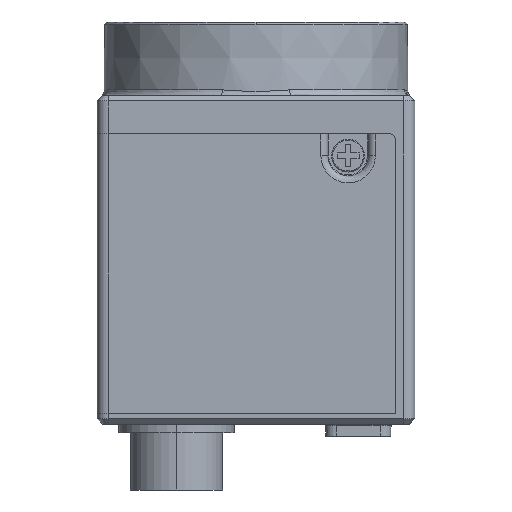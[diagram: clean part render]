
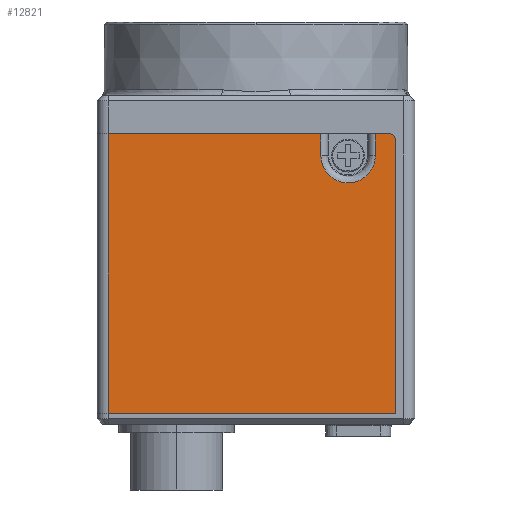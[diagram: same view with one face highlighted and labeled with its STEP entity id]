
A CAD part, left-side view. The second image highlights one B-rep face of the part: STEP entity #12821.
In plain terms, the highlighted planar face has unit normal (-1, 0, 0).
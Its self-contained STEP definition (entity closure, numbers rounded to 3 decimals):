
#58 = DIRECTION ( 'NONE',  ( 1., 0., 0. ) ) ;
#137 = CARTESIAN_POINT ( 'NONE',  ( -14.5, -12.5, 9.382 ) ) ;
#335 = CARTESIAN_POINT ( 'NONE',  ( -14.5, -12.7, 8.882 ) ) ;
#390 = CARTESIAN_POINT ( 'NONE',  ( -14.5, -10.885, 7.382 ) ) ;
#602 = VERTEX_POINT ( 'NONE', #8782 ) ;
#618 = ORIENTED_EDGE ( 'NONE', *, *, #9903, .F. ) ;
#636 = ORIENTED_EDGE ( 'NONE', *, *, #13645, .F. ) ;
#1143 = CARTESIAN_POINT ( 'NONE',  ( -14.5, -10.885, 2.412 ) ) ;
#1306 = LINE ( 'NONE', #2186, #14871 ) ;
#1366 =( BOUNDED_CURVE ( )  B_SPLINE_CURVE ( 3, ( #3622, #7182, #1143, #8287 ),
 .UNSPECIFIED., .F., .F. ) 
 B_SPLINE_CURVE_WITH_KNOTS ( ( 4, 4 ),
 ( 0., 1. ),
 .UNSPECIFIED. ) 
 CURVE ( )  GEOMETRIC_REPRESENTATION_ITEM ( )  RATIONAL_B_SPLINE_CURVE ( ( 1., 0.333, 0.333, 1. ) ) 
 REPRESENTATION_ITEM ( '' )  );
#2029 = VERTEX_POINT ( 'NONE', #335 ) ;
#2186 = CARTESIAN_POINT ( 'NONE',  ( -14.5, -12.5, -16.118 ) ) ;
#2449 = VERTEX_POINT ( 'NONE', #12916 ) ;
#2578 = ORIENTED_EDGE ( 'NONE', *, *, #8740, .F. ) ;
#2686 = EDGE_CURVE ( 'NONE', #9014, #602, #1306, .T. ) ;
#2967 = CARTESIAN_POINT ( 'NONE',  ( -14.5, 13.5, 9.132 ) ) ;
#3020 = EDGE_CURVE ( 'NONE', #602, #2449, #9299, .T. ) ;
#3125 = LINE ( 'NONE', #3281, #8497 ) ;
#3281 = CARTESIAN_POINT ( 'NONE',  ( -14.5, -12.5, 9.382 ) ) ;
#3337 = VERTEX_POINT ( 'NONE', #15049 ) ;
#3539 = FACE_OUTER_BOUND ( 'NONE', #8846, .T. ) ;
#3622 = CARTESIAN_POINT ( 'NONE',  ( -14.5, -5.915, 7.382 ) ) ;
#3732 = LINE ( 'NONE', #137, #4061 ) ;
#3904 = CARTESIAN_POINT ( 'NONE',  ( -14.5, -10.885, 9.382 ) ) ;
#4061 = VECTOR ( 'NONE', #9824, 1000. ) ;
#4405 = EDGE_CURVE ( 'NONE', #2029, #9014, #9780, .T. ) ;
#4612 = VECTOR ( 'NONE', #13151, 1000. ) ;
#4658 = DIRECTION ( 'NONE',  ( 0., 1., 0. ) ) ;
#4762 = VERTEX_POINT ( 'NONE', #13446 ) ;
#4792 = VECTOR ( 'NONE', #7794, 1000. ) ;
#4922 = DIRECTION ( 'NONE',  ( 0., 0., -1. ) ) ;
#5591 = AXIS2_PLACEMENT_3D ( 'NONE', #9857, #13420, #14681 ) ;
#5730 = ORIENTED_EDGE ( 'NONE', *, *, #10863, .F. ) ;
#5890 = ORIENTED_EDGE ( 'NONE', *, *, #7383, .F. ) ;
#5955 = CARTESIAN_POINT ( 'NONE',  ( -14.5, -12.2, 8.882 ) ) ;
#6543 = CIRCLE ( 'NONE', #9577, 0.5 ) ;
#6692 = DIRECTION ( 'NONE',  ( 0., -1., 0. ) ) ;
#7180 = PLANE ( 'NONE',  #5591 ) ;
#7182 = CARTESIAN_POINT ( 'NONE',  ( -14.5, -5.915, 2.412 ) ) ;
#7255 = CARTESIAN_POINT ( 'NONE',  ( -14.5, -10.885, 9.132 ) ) ;
#7383 = EDGE_CURVE ( 'NONE', #3337, #2029, #6543, .T. ) ;
#7794 = DIRECTION ( 'NONE',  ( 0., 0., 1. ) ) ;
#7843 = EDGE_CURVE ( 'NONE', #2449, #12865, #3125, .T. ) ;
#8149 = ORIENTED_EDGE ( 'NONE', *, *, #2686, .F. ) ;
#8287 = CARTESIAN_POINT ( 'NONE',  ( -14.5, -10.885, 7.382 ) ) ;
#8292 = DIRECTION ( 'NONE',  ( 0., 0., 1. ) ) ;
#8497 = VECTOR ( 'NONE', #6692, 1000. ) ;
#8587 = VECTOR ( 'NONE', #8292, 1000. ) ;
#8740 = EDGE_CURVE ( 'NONE', #4762, #14571, #1366, .T. ) ;
#8782 = CARTESIAN_POINT ( 'NONE',  ( -14.5, 13.5, -16.118 ) ) ;
#8846 = EDGE_LOOP ( 'NONE', ( #10843, #14488, #8149, #13947, #5890, #5730, #618, #2578, #636 ) ) ;
#9014 = VERTEX_POINT ( 'NONE', #11442 ) ;
#9299 = LINE ( 'NONE', #2967, #4792 ) ;
#9552 = CARTESIAN_POINT ( 'NONE',  ( -14.5, -5.915, 9.382 ) ) ;
#9577 = AXIS2_PLACEMENT_3D ( 'NONE', #5955, #58, #4922 ) ;
#9780 = LINE ( 'NONE', #12073, #10886 ) ;
#9824 = DIRECTION ( 'NONE',  ( 0., -1., 0. ) ) ;
#9857 = CARTESIAN_POINT ( 'NONE',  ( -14.5, -12.5, 9.132 ) ) ;
#9903 = EDGE_CURVE ( 'NONE', #14571, #12309, #13424, .T. ) ;
#10703 = CARTESIAN_POINT ( 'NONE',  ( -14.5, -5.915, 9.132 ) ) ;
#10843 = ORIENTED_EDGE ( 'NONE', *, *, #7843, .F. ) ;
#10863 = EDGE_CURVE ( 'NONE', #12309, #3337, #3732, .T. ) ;
#10886 = VECTOR ( 'NONE', #14531, 1000. ) ;
#11442 = CARTESIAN_POINT ( 'NONE',  ( -14.5, -12.7, -16.118 ) ) ;
#12073 = CARTESIAN_POINT ( 'NONE',  ( -14.5, -12.7, 9.132 ) ) ;
#12192 = LINE ( 'NONE', #10703, #4612 ) ;
#12309 = VERTEX_POINT ( 'NONE', #3904 ) ;
#12821 = ADVANCED_FACE ( 'NONE', ( #3539 ), #7180, .F. ) ;
#12865 = VERTEX_POINT ( 'NONE', #9552 ) ;
#12916 = CARTESIAN_POINT ( 'NONE',  ( -14.5, 13.5, 9.382 ) ) ;
#13151 = DIRECTION ( 'NONE',  ( 0., 0., -1. ) ) ;
#13420 = DIRECTION ( 'NONE',  ( 1., 0., 0. ) ) ;
#13424 = LINE ( 'NONE', #7255, #8587 ) ;
#13446 = CARTESIAN_POINT ( 'NONE',  ( -14.5, -5.915, 7.382 ) ) ;
#13645 = EDGE_CURVE ( 'NONE', #12865, #4762, #12192, .T. ) ;
#13947 = ORIENTED_EDGE ( 'NONE', *, *, #4405, .F. ) ;
#14488 = ORIENTED_EDGE ( 'NONE', *, *, #3020, .F. ) ;
#14531 = DIRECTION ( 'NONE',  ( 0., 0., -1. ) ) ;
#14571 = VERTEX_POINT ( 'NONE', #390 ) ;
#14681 = DIRECTION ( 'NONE',  ( 0., 0., -1. ) ) ;
#14871 = VECTOR ( 'NONE', #4658, 1000. ) ;
#15049 = CARTESIAN_POINT ( 'NONE',  ( -14.5, -12.2, 9.382 ) ) ;
